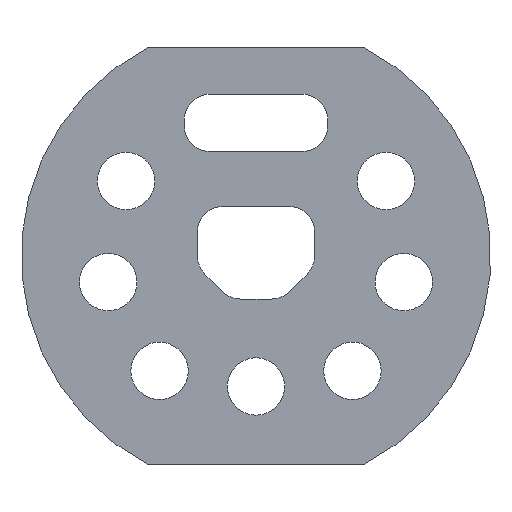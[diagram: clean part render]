
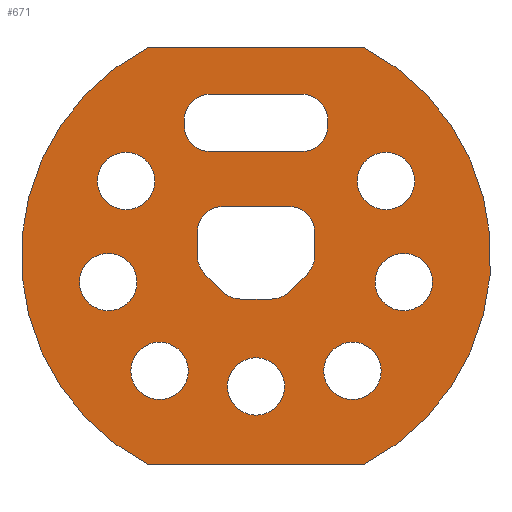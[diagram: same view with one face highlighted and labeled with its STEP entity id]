
A CAD part, front view. The second image highlights one B-rep face of the part: STEP entity #671.
In plain terms, the highlighted planar face has unit normal (0, -1, 0).
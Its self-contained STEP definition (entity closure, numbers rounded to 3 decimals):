
#24=FACE_BOUND('',#165,.T.);
#25=FACE_BOUND('',#166,.T.);
#26=FACE_BOUND('',#167,.T.);
#27=FACE_BOUND('',#168,.T.);
#28=FACE_BOUND('',#169,.T.);
#29=FACE_BOUND('',#170,.T.);
#30=FACE_BOUND('',#171,.T.);
#31=FACE_BOUND('',#172,.T.);
#32=FACE_BOUND('',#173,.T.);
#33=CIRCLE('',#688,1.);
#35=CIRCLE('',#692,1.);
#37=CIRCLE('',#696,1.);
#39=CIRCLE('',#700,1.);
#42=CIRCLE('',#704,1.1);
#44=CIRCLE('',#707,1.1);
#46=CIRCLE('',#710,1.1);
#48=CIRCLE('',#713,1.1);
#50=CIRCLE('',#716,1.1);
#52=CIRCLE('',#719,1.1);
#54=CIRCLE('',#722,1.1);
#55=CIRCLE('',#725,1.);
#57=CIRCLE('',#729,1.);
#59=CIRCLE('',#733,1.);
#61=CIRCLE('',#737,1.);
#63=CIRCLE('',#741,1.);
#65=CIRCLE('',#745,1.);
#67=CIRCLE('',#749,9.);
#69=CIRCLE('',#753,9.);
#122=FACE_OUTER_BOUND('',#164,.T.);
#164=EDGE_LOOP('',(#594,#595,#596,#597));
#165=EDGE_LOOP('',(#598,#599,#600,#601,#602,#603,#604,#605,#606,#607,#608,
#609));
#166=EDGE_LOOP('',(#610));
#167=EDGE_LOOP('',(#611));
#168=EDGE_LOOP('',(#612));
#169=EDGE_LOOP('',(#613));
#170=EDGE_LOOP('',(#614));
#171=EDGE_LOOP('',(#615));
#172=EDGE_LOOP('',(#616));
#173=EDGE_LOOP('',(#617,#618,#619,#620,#621,#622,#623,#624));
#174=LINE('',#960,#229);
#179=LINE('',#974,#234);
#183=LINE('',#986,#238);
#187=LINE('',#998,#242);
#197=LINE('',#1050,#252);
#202=LINE('',#1064,#257);
#206=LINE('',#1076,#261);
#210=LINE('',#1088,#265);
#214=LINE('',#1100,#269);
#218=LINE('',#1112,#273);
#221=LINE('',#1122,#276);
#226=LINE('',#1136,#281);
#229=VECTOR('',#761,10.);
#234=VECTOR('',#774,10.);
#238=VECTOR('',#786,10.);
#242=VECTOR('',#798,10.);
#252=VECTOR('',#858,10.);
#257=VECTOR('',#871,10.);
#261=VECTOR('',#883,10.);
#265=VECTOR('',#895,10.);
#269=VECTOR('',#907,10.);
#273=VECTOR('',#919,10.);
#276=VECTOR('',#930,10.);
#281=VECTOR('',#943,10.);
#284=VERTEX_POINT('',#958);
#285=VERTEX_POINT('',#959);
#288=VERTEX_POINT('',#967);
#290=VERTEX_POINT('',#973);
#292=VERTEX_POINT('',#979);
#294=VERTEX_POINT('',#985);
#296=VERTEX_POINT('',#991);
#298=VERTEX_POINT('',#997);
#301=VERTEX_POINT('',#1008);
#303=VERTEX_POINT('',#1014);
#305=VERTEX_POINT('',#1020);
#307=VERTEX_POINT('',#1026);
#309=VERTEX_POINT('',#1032);
#311=VERTEX_POINT('',#1038);
#313=VERTEX_POINT('',#1044);
#314=VERTEX_POINT('',#1048);
#315=VERTEX_POINT('',#1049);
#318=VERTEX_POINT('',#1057);
#320=VERTEX_POINT('',#1063);
#322=VERTEX_POINT('',#1069);
#324=VERTEX_POINT('',#1075);
#326=VERTEX_POINT('',#1081);
#328=VERTEX_POINT('',#1087);
#330=VERTEX_POINT('',#1093);
#332=VERTEX_POINT('',#1099);
#334=VERTEX_POINT('',#1105);
#336=VERTEX_POINT('',#1111);
#338=VERTEX_POINT('',#1120);
#339=VERTEX_POINT('',#1121);
#342=VERTEX_POINT('',#1129);
#344=VERTEX_POINT('',#1135);
#346=EDGE_CURVE('',#284,#285,#174,.T.);
#350=EDGE_CURVE('',#288,#284,#33,.T.);
#353=EDGE_CURVE('',#290,#288,#179,.T.);
#356=EDGE_CURVE('',#292,#290,#35,.T.);
#359=EDGE_CURVE('',#294,#292,#183,.T.);
#362=EDGE_CURVE('',#296,#294,#37,.T.);
#365=EDGE_CURVE('',#298,#296,#187,.T.);
#368=EDGE_CURVE('',#285,#298,#39,.T.);
#372=EDGE_CURVE('',#301,#301,#42,.T.);
#375=EDGE_CURVE('',#303,#303,#44,.T.);
#378=EDGE_CURVE('',#305,#305,#46,.T.);
#381=EDGE_CURVE('',#307,#307,#48,.T.);
#384=EDGE_CURVE('',#309,#309,#50,.T.);
#387=EDGE_CURVE('',#311,#311,#52,.T.);
#390=EDGE_CURVE('',#313,#313,#54,.T.);
#391=EDGE_CURVE('',#314,#315,#197,.T.);
#395=EDGE_CURVE('',#318,#314,#55,.T.);
#398=EDGE_CURVE('',#320,#318,#202,.T.);
#401=EDGE_CURVE('',#322,#320,#57,.T.);
#404=EDGE_CURVE('',#324,#322,#206,.T.);
#407=EDGE_CURVE('',#326,#324,#59,.T.);
#410=EDGE_CURVE('',#328,#326,#210,.T.);
#413=EDGE_CURVE('',#330,#328,#61,.T.);
#416=EDGE_CURVE('',#332,#330,#214,.T.);
#419=EDGE_CURVE('',#334,#332,#63,.T.);
#422=EDGE_CURVE('',#336,#334,#218,.T.);
#425=EDGE_CURVE('',#315,#336,#65,.T.);
#427=EDGE_CURVE('',#338,#339,#221,.T.);
#431=EDGE_CURVE('',#342,#339,#67,.T.);
#434=EDGE_CURVE('',#344,#342,#226,.T.);
#437=EDGE_CURVE('',#338,#344,#69,.T.);
#594=ORIENTED_EDGE('',*,*,#437,.F.);
#595=ORIENTED_EDGE('',*,*,#427,.T.);
#596=ORIENTED_EDGE('',*,*,#431,.F.);
#597=ORIENTED_EDGE('',*,*,#434,.F.);
#598=ORIENTED_EDGE('',*,*,#425,.F.);
#599=ORIENTED_EDGE('',*,*,#391,.F.);
#600=ORIENTED_EDGE('',*,*,#395,.F.);
#601=ORIENTED_EDGE('',*,*,#398,.F.);
#602=ORIENTED_EDGE('',*,*,#401,.F.);
#603=ORIENTED_EDGE('',*,*,#404,.F.);
#604=ORIENTED_EDGE('',*,*,#407,.F.);
#605=ORIENTED_EDGE('',*,*,#410,.F.);
#606=ORIENTED_EDGE('',*,*,#413,.F.);
#607=ORIENTED_EDGE('',*,*,#416,.F.);
#608=ORIENTED_EDGE('',*,*,#419,.F.);
#609=ORIENTED_EDGE('',*,*,#422,.F.);
#610=ORIENTED_EDGE('',*,*,#390,.F.);
#611=ORIENTED_EDGE('',*,*,#387,.F.);
#612=ORIENTED_EDGE('',*,*,#384,.F.);
#613=ORIENTED_EDGE('',*,*,#381,.F.);
#614=ORIENTED_EDGE('',*,*,#378,.F.);
#615=ORIENTED_EDGE('',*,*,#375,.F.);
#616=ORIENTED_EDGE('',*,*,#372,.F.);
#617=ORIENTED_EDGE('',*,*,#368,.F.);
#618=ORIENTED_EDGE('',*,*,#346,.F.);
#619=ORIENTED_EDGE('',*,*,#350,.F.);
#620=ORIENTED_EDGE('',*,*,#353,.F.);
#621=ORIENTED_EDGE('',*,*,#356,.F.);
#622=ORIENTED_EDGE('',*,*,#359,.F.);
#623=ORIENTED_EDGE('',*,*,#362,.F.);
#624=ORIENTED_EDGE('',*,*,#365,.F.);
#638=PLANE('',#756);
#671=ADVANCED_FACE('',(#122,#24,#25,#26,#27,#28,#29,#30,#31,#32),#638,.F.);
#688=AXIS2_PLACEMENT_3D('',#968,#767,#768);
#692=AXIS2_PLACEMENT_3D('',#980,#779,#780);
#696=AXIS2_PLACEMENT_3D('',#992,#791,#792);
#700=AXIS2_PLACEMENT_3D('',#1003,#803,#804);
#704=AXIS2_PLACEMENT_3D('',#1010,#812,#813);
#707=AXIS2_PLACEMENT_3D('',#1016,#819,#820);
#710=AXIS2_PLACEMENT_3D('',#1022,#826,#827);
#713=AXIS2_PLACEMENT_3D('',#1028,#833,#834);
#716=AXIS2_PLACEMENT_3D('',#1034,#840,#841);
#719=AXIS2_PLACEMENT_3D('',#1040,#847,#848);
#722=AXIS2_PLACEMENT_3D('',#1046,#854,#855);
#725=AXIS2_PLACEMENT_3D('',#1058,#864,#865);
#729=AXIS2_PLACEMENT_3D('',#1070,#876,#877);
#733=AXIS2_PLACEMENT_3D('',#1082,#888,#889);
#737=AXIS2_PLACEMENT_3D('',#1094,#900,#901);
#741=AXIS2_PLACEMENT_3D('',#1106,#912,#913);
#745=AXIS2_PLACEMENT_3D('',#1117,#924,#925);
#749=AXIS2_PLACEMENT_3D('',#1130,#936,#937);
#753=AXIS2_PLACEMENT_3D('',#1141,#948,#949);
#756=AXIS2_PLACEMENT_3D('',#1144,#954,#955);
#761=DIRECTION('',(0.,0.,-1.));
#767=DIRECTION('center_axis',(0.,-1.,0.));
#768=DIRECTION('ref_axis',(-1.,0.,0.));
#774=DIRECTION('',(-1.,0.,0.));
#779=DIRECTION('center_axis',(0.,-1.,0.));
#780=DIRECTION('ref_axis',(0.,0.,1.));
#786=DIRECTION('',(0.,0.,1.));
#791=DIRECTION('center_axis',(0.,-1.,0.));
#792=DIRECTION('ref_axis',(1.,0.,0.));
#798=DIRECTION('',(1.,0.,0.));
#803=DIRECTION('center_axis',(0.,-1.,0.));
#804=DIRECTION('ref_axis',(0.,0.,-1.));
#812=DIRECTION('center_axis',(0.,-1.,0.));
#813=DIRECTION('ref_axis',(1.,0.,0.));
#819=DIRECTION('center_axis',(0.,-1.,0.));
#820=DIRECTION('ref_axis',(0.5,0.,-0.866));
#826=DIRECTION('center_axis',(0.,-1.,0.));
#827=DIRECTION('ref_axis',(0.5,0.,0.866));
#833=DIRECTION('center_axis',(0.,-1.,0.));
#834=DIRECTION('ref_axis',(1.,0.,0.));
#840=DIRECTION('center_axis',(0.,-1.,0.));
#841=DIRECTION('ref_axis',(1.,0.,0.));
#847=DIRECTION('center_axis',(0.,-1.,0.));
#848=DIRECTION('ref_axis',(1.,0.,0.));
#854=DIRECTION('center_axis',(0.,-1.,0.));
#855=DIRECTION('ref_axis',(1.,0.,0.));
#858=DIRECTION('',(0.,0.,-1.));
#864=DIRECTION('center_axis',(0.,-1.,0.));
#865=DIRECTION('ref_axis',(-1.,0.,0.));
#871=DIRECTION('',(-1.,0.,0.));
#876=DIRECTION('center_axis',(0.,-1.,0.));
#877=DIRECTION('ref_axis',(0.,0.,1.));
#883=DIRECTION('',(0.,0.,1.));
#888=DIRECTION('center_axis',(0.,-1.,0.));
#889=DIRECTION('ref_axis',(1.,0.,0.));
#895=DIRECTION('',(0.707,0.,0.707));
#900=DIRECTION('center_axis',(0.,-1.,0.));
#901=DIRECTION('ref_axis',(0.707,0.,-0.707));
#907=DIRECTION('',(1.,0.,0.));
#912=DIRECTION('center_axis',(0.,-1.,0.));
#913=DIRECTION('ref_axis',(0.,0.,-1.));
#919=DIRECTION('',(0.707,0.,-0.707));
#924=DIRECTION('center_axis',(0.,-1.,0.));
#925=DIRECTION('ref_axis',(-0.707,0.,-0.707));
#930=DIRECTION('',(1.,0.,0.));
#936=DIRECTION('center_axis',(0.,1.,0.));
#937=DIRECTION('ref_axis',(1.,0.,0.));
#943=DIRECTION('',(1.,0.,0.));
#948=DIRECTION('center_axis',(0.,1.,0.));
#949=DIRECTION('ref_axis',(1.,0.,0.));
#954=DIRECTION('center_axis',(0.,1.,0.));
#955=DIRECTION('ref_axis',(1.,0.,0.));
#958=CARTESIAN_POINT('',(-2.75,0.,5.2));
#959=CARTESIAN_POINT('',(-2.75,0.,5.));
#960=CARTESIAN_POINT('',(-2.75,0.,5.));
#967=CARTESIAN_POINT('',(-1.75,0.,6.2));
#968=CARTESIAN_POINT('Origin',(-1.75,0.,5.2));
#973=CARTESIAN_POINT('',(1.75,0.,6.2));
#974=CARTESIAN_POINT('',(-1.75,0.,6.2));
#979=CARTESIAN_POINT('',(2.75,0.,5.2));
#980=CARTESIAN_POINT('Origin',(1.75,0.,5.2));
#985=CARTESIAN_POINT('',(2.75,0.,5.));
#986=CARTESIAN_POINT('',(2.75,0.,5.2));
#991=CARTESIAN_POINT('',(1.75,0.,4.));
#992=CARTESIAN_POINT('Origin',(1.75,0.,5.));
#997=CARTESIAN_POINT('',(-1.75,0.,4.));
#998=CARTESIAN_POINT('',(1.75,0.,4.));
#1003=CARTESIAN_POINT('Origin',(-1.75,0.,5.));
#1008=CARTESIAN_POINT('',(-1.1,0.,-5.));
#1010=CARTESIAN_POINT('Origin',(0.,0.,-5.));
#1014=CARTESIAN_POINT('',(3.146,0.,-3.452));
#1016=CARTESIAN_POINT('Origin',(3.696,0.,-4.405));
#1020=CARTESIAN_POINT('',(4.43,0.,1.922));
#1022=CARTESIAN_POINT('Origin',(4.98,0.,2.875));
#1026=CARTESIAN_POINT('',(4.563,0.,-0.998));
#1028=CARTESIAN_POINT('Origin',(5.663,0.,-0.998));
#1032=CARTESIAN_POINT('',(-6.08,0.,2.875));
#1034=CARTESIAN_POINT('Origin',(-4.98,0.,2.875));
#1038=CARTESIAN_POINT('',(-6.763,0.,-0.998));
#1040=CARTESIAN_POINT('Origin',(-5.663,0.,-0.998));
#1044=CARTESIAN_POINT('',(-4.796,0.,-4.405));
#1046=CARTESIAN_POINT('Origin',(-3.696,0.,-4.405));
#1048=CARTESIAN_POINT('',(-2.25,0.,0.9));
#1049=CARTESIAN_POINT('',(-2.25,0.,0.014));
#1050=CARTESIAN_POINT('',(-2.25,0.,-0.9));
#1057=CARTESIAN_POINT('',(-1.25,0.,1.9));
#1058=CARTESIAN_POINT('Origin',(-1.25,0.,0.9));
#1063=CARTESIAN_POINT('',(1.25,0.,1.9));
#1064=CARTESIAN_POINT('',(-2.25,0.,1.9));
#1069=CARTESIAN_POINT('',(2.25,0.,0.9));
#1070=CARTESIAN_POINT('Origin',(1.25,0.,0.9));
#1075=CARTESIAN_POINT('',(2.25,0.,0.014));
#1076=CARTESIAN_POINT('',(2.25,0.,1.9));
#1081=CARTESIAN_POINT('',(1.957,0.,-0.693));
#1082=CARTESIAN_POINT('Origin',(1.25,0.,0.014));
#1087=CARTESIAN_POINT('',(1.293,0.,-1.357));
#1088=CARTESIAN_POINT('',(2.25,0.,-0.4));
#1093=CARTESIAN_POINT('',(0.586,0.,-1.65));
#1094=CARTESIAN_POINT('Origin',(0.586,0.,-0.65));
#1099=CARTESIAN_POINT('',(-0.586,0.,-1.65));
#1100=CARTESIAN_POINT('',(-1.,0.,-1.65));
#1105=CARTESIAN_POINT('',(-1.293,0.,-1.357));
#1106=CARTESIAN_POINT('Origin',(-0.586,0.,-0.65));
#1111=CARTESIAN_POINT('',(-1.957,0.,-0.693));
#1112=CARTESIAN_POINT('',(-1.75,0.,-0.9));
#1117=CARTESIAN_POINT('Origin',(-1.25,0.,0.014));
#1120=CARTESIAN_POINT('',(-4.123,0.,-8.));
#1121=CARTESIAN_POINT('',(4.123,0.,-8.));
#1122=CARTESIAN_POINT('',(-4.123,0.,-8.));
#1129=CARTESIAN_POINT('',(4.123,0.,8.));
#1130=CARTESIAN_POINT('Origin',(0.,0.,0.));
#1135=CARTESIAN_POINT('',(-4.123,0.,8.));
#1136=CARTESIAN_POINT('',(-4.123,0.,8.));
#1141=CARTESIAN_POINT('Origin',(0.,0.,0.));
#1144=CARTESIAN_POINT('Origin',(0.,0.,0.));
